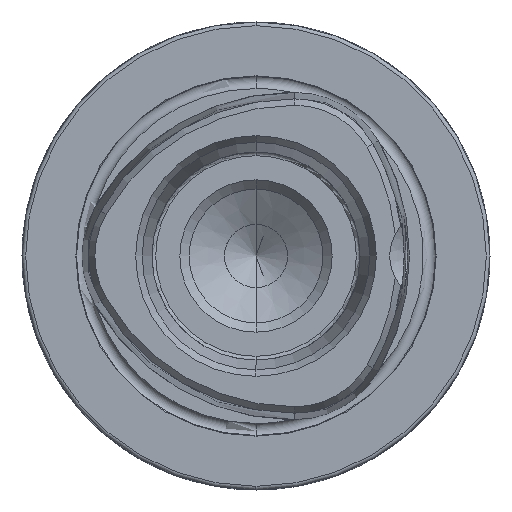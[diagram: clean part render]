
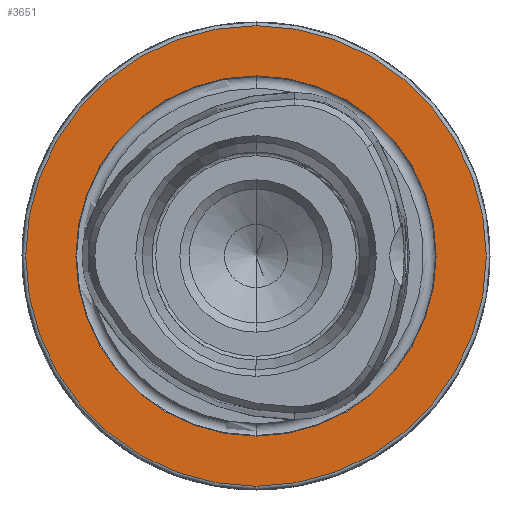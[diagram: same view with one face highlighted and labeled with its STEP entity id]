
A CAD part, left-side view. The second image highlights one B-rep face of the part: STEP entity #3651.
In plain terms, the highlighted planar face has unit normal (-1, 0, 0).
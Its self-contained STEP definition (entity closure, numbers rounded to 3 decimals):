
#38 = FACE_BOUND ( 'NONE', #5789, .T. ) ;
#41 = FACE_OUTER_BOUND ( 'NONE', #4556, .T. ) ;
#582 = CIRCLE ( 'NONE', #7884, 24.25 ) ;
#593 = CIRCLE ( 'NONE', #7890, 31. ) ;
#1003 = EDGE_CURVE ( 'NONE', #8014, #8015, #4046, .T. ) ;
#1004 = EDGE_CURVE ( 'NONE', #8021, #8022, #4050, .T. ) ;
#3150 = ORIENTED_EDGE ( 'NONE', *, *, #1004, .F. ) ;
#3151 = ORIENTED_EDGE ( 'NONE', *, *, #7761, .F. ) ;
#3152 = ORIENTED_EDGE ( 'NONE', *, *, #7769, .T. ) ;
#3153 = ORIENTED_EDGE ( 'NONE', *, *, #1003, .T. ) ;
#3285 = DIRECTION ( 'NONE',  ( -1., 0., 0. ) ) ;
#3288 = CARTESIAN_POINT ( 'NONE',  ( 0., 0., 0. ) ) ;
#3651 = ADVANCED_FACE ( 'NONE', ( #38, #41 ), #5084, .F. ) ;
#4046 = CIRCLE ( 'NONE', #6672, 31. ) ;
#4050 = CIRCLE ( 'NONE', #6673, 24.25 ) ;
#4556 = EDGE_LOOP ( 'NONE', ( #3152, #3153 ) ) ;
#5081 = CARTESIAN_POINT ( 'NONE',  ( 0., 24.25, 0. ) ) ;
#5084 = PLANE ( 'NONE',  #7288 ) ;
#5086 = DIRECTION ( 'NONE',  ( 1., 0., 0. ) ) ;
#5087 = DIRECTION ( 'NONE',  ( 0., 0., -1. ) ) ;
#5789 = EDGE_LOOP ( 'NONE', ( #3150, #3151 ) ) ;
#6672 = AXIS2_PLACEMENT_3D ( 'NONE', #3288, #3285, #8440 ) ;
#6673 = AXIS2_PLACEMENT_3D ( 'NONE', #6705, #6713, #6712 ) ;
#6705 = CARTESIAN_POINT ( 'NONE',  ( 0., 0., 0. ) ) ;
#6712 = DIRECTION ( 'NONE',  ( 0., 0., 1. ) ) ;
#6713 = DIRECTION ( 'NONE',  ( -1., 0., 0. ) ) ;
#7288 = AXIS2_PLACEMENT_3D ( 'NONE', #5081, #5086, #5087 ) ;
#7761 = EDGE_CURVE ( 'NONE', #8022, #8021, #582, .T. ) ;
#7769 = EDGE_CURVE ( 'NONE', #8015, #8014, #593, .T. ) ;
#7884 = AXIS2_PLACEMENT_3D ( 'NONE', #8708, #8709, #8710 ) ;
#7890 = AXIS2_PLACEMENT_3D ( 'NONE', #8717, #8718, #8719 ) ;
#8014 = VERTEX_POINT ( 'NONE', #9052 ) ;
#8015 = VERTEX_POINT ( 'NONE', #9053 ) ;
#8021 = VERTEX_POINT ( 'NONE', #9059 ) ;
#8022 = VERTEX_POINT ( 'NONE', #9060 ) ;
#8440 = DIRECTION ( 'NONE',  ( 0., 0., 1. ) ) ;
#8708 = CARTESIAN_POINT ( 'NONE',  ( 0., 0., 0. ) ) ;
#8709 = DIRECTION ( 'NONE',  ( -1., 0., 0. ) ) ;
#8710 = DIRECTION ( 'NONE',  ( 0., 0., 1. ) ) ;
#8717 = CARTESIAN_POINT ( 'NONE',  ( 0., 0., 0. ) ) ;
#8718 = DIRECTION ( 'NONE',  ( -1., 0., 0. ) ) ;
#8719 = DIRECTION ( 'NONE',  ( 0., 0., 1. ) ) ;
#9052 = CARTESIAN_POINT ( 'NONE',  ( 0., 0., -31. ) ) ;
#9053 = CARTESIAN_POINT ( 'NONE',  ( 0., 0., 31. ) ) ;
#9059 = CARTESIAN_POINT ( 'NONE',  ( 0., 0., 24.25 ) ) ;
#9060 = CARTESIAN_POINT ( 'NONE',  ( 0., 0., -24.25 ) ) ;
